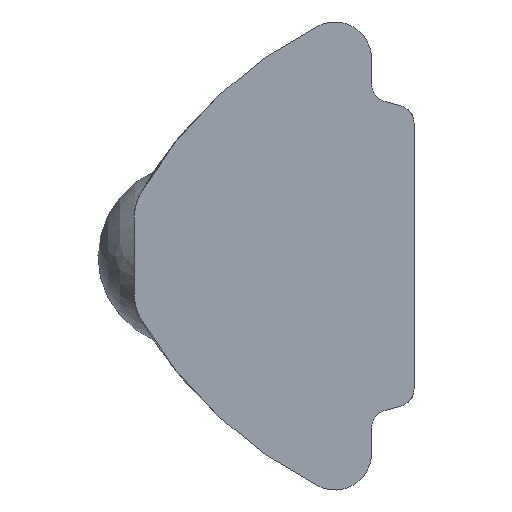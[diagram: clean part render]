
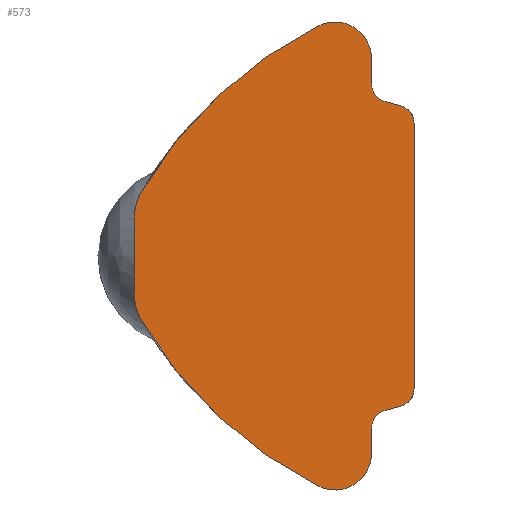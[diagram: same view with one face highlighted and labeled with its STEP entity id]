
A CAD part, left-side view. The second image highlights one B-rep face of the part: STEP entity #573.
In plain terms, the highlighted planar face has unit normal (-1, 0, 0).
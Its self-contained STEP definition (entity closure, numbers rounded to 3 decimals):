
#25=CIRCLE('',#597,7.);
#28=CIRCLE('',#601,0.3);
#30=CIRCLE('',#605,0.3);
#33=CIRCLE('',#609,7.);
#35=CIRCLE('',#613,0.8);
#37=CIRCLE('',#617,0.8);
#39=CIRCLE('',#621,0.6);
#41=CIRCLE('',#625,0.3);
#44=CIRCLE('',#632,0.3);
#46=CIRCLE('',#636,0.6);
#63=PLANE('',#642);
#206=ORIENTED_EDGE('',*,*,#270,.F.);
#207=ORIENTED_EDGE('',*,*,#305,.F.);
#208=ORIENTED_EDGE('',*,*,#302,.F.);
#209=ORIENTED_EDGE('',*,*,#299,.F.);
#210=ORIENTED_EDGE('',*,*,#291,.F.);
#211=ORIENTED_EDGE('',*,*,#330,.F.);
#212=ORIENTED_EDGE('',*,*,#327,.F.);
#213=ORIENTED_EDGE('',*,*,#324,.T.);
#214=ORIENTED_EDGE('',*,*,#321,.F.);
#215=ORIENTED_EDGE('',*,*,#283,.F.);
#216=ORIENTED_EDGE('',*,*,#280,.F.);
#217=ORIENTED_EDGE('',*,*,#277,.F.);
#218=ORIENTED_EDGE('',*,*,#317,.F.);
#219=ORIENTED_EDGE('',*,*,#314,.T.);
#220=ORIENTED_EDGE('',*,*,#311,.F.);
#221=ORIENTED_EDGE('',*,*,#308,.F.);
#270=EDGE_CURVE('',#354,#355,#25,.T.);
#277=EDGE_CURVE('',#361,#362,#28,.T.);
#280=EDGE_CURVE('',#362,#364,#407,.T.);
#283=EDGE_CURVE('',#364,#366,#30,.T.);
#291=EDGE_CURVE('',#372,#373,#33,.T.);
#299=EDGE_CURVE('',#373,#378,#35,.T.);
#302=EDGE_CURVE('',#378,#380,#415,.T.);
#305=EDGE_CURVE('',#380,#354,#37,.T.);
#308=EDGE_CURVE('',#355,#381,#39,.T.);
#311=EDGE_CURVE('',#381,#383,#418,.T.);
#314=EDGE_CURVE('',#385,#383,#41,.T.);
#317=EDGE_CURVE('',#385,#361,#422,.T.);
#321=EDGE_CURVE('',#366,#387,#425,.T.);
#324=EDGE_CURVE('',#389,#387,#44,.T.);
#327=EDGE_CURVE('',#389,#391,#429,.T.);
#330=EDGE_CURVE('',#391,#372,#46,.T.);
#354=VERTEX_POINT('',#877);
#355=VERTEX_POINT('',#879);
#361=VERTEX_POINT('',#898);
#362=VERTEX_POINT('',#900);
#364=VERTEX_POINT('',#906);
#366=VERTEX_POINT('',#918);
#372=VERTEX_POINT('',#936);
#373=VERTEX_POINT('',#938);
#378=VERTEX_POINT('',#971);
#380=VERTEX_POINT('',#977);
#381=VERTEX_POINT('',#993);
#383=VERTEX_POINT('',#999);
#385=VERTEX_POINT('',#1005);
#387=VERTEX_POINT('',#1017);
#389=VERTEX_POINT('',#1023);
#391=VERTEX_POINT('',#1029);
#407=LINE('',#905,#445);
#415=LINE('',#976,#453);
#418=LINE('',#998,#456);
#422=LINE('',#1010,#460);
#425=LINE('',#1016,#463);
#429=LINE('',#1028,#467);
#445=VECTOR('',#690,1000.);
#453=VECTOR('',#722,1000.);
#456=VECTOR('',#741,1000.);
#460=VECTOR('',#753,1000.);
#463=VECTOR('',#762,1000.);
#467=VECTOR('',#774,1000.);
#494=EDGE_LOOP('',(#206,#207,#208,#209,#210,#211,#212,#213,#214,#215,#216,
#217,#218,#219,#220,#221));
#526=FACE_BOUND('',#494,.T.);
#573=ADVANCED_FACE('',(#526),#63,.F.);
#597=AXIS2_PLACEMENT_3D('',#878,#672,#673);
#601=AXIS2_PLACEMENT_3D('',#899,#683,#684);
#605=AXIS2_PLACEMENT_3D('',#917,#694,#695);
#609=AXIS2_PLACEMENT_3D('',#937,#706,#707);
#613=AXIS2_PLACEMENT_3D('',#970,#715,#716);
#617=AXIS2_PLACEMENT_3D('',#984,#726,#727);
#621=AXIS2_PLACEMENT_3D('',#992,#734,#735);
#625=AXIS2_PLACEMENT_3D('',#1004,#746,#747);
#632=AXIS2_PLACEMENT_3D('',#1022,#767,#768);
#636=AXIS2_PLACEMENT_3D('',#1034,#779,#780);
#642=AXIS2_PLACEMENT_3D('',#1040,#791,#792);
#672=DIRECTION('',(1.,0.,0.));
#673=DIRECTION('',(0.,0.,-1.));
#683=DIRECTION('',(1.,0.,0.));
#684=DIRECTION('',(0.,0.,-1.));
#690=DIRECTION('',(0.,0.,-1.));
#694=DIRECTION('',(1.,0.,0.));
#695=DIRECTION('',(0.,0.,-1.));
#706=DIRECTION('',(1.,0.,0.));
#707=DIRECTION('',(0.,0.,-1.));
#715=DIRECTION('',(1.,0.,0.));
#716=DIRECTION('',(0.,0.,-1.));
#722=DIRECTION('',(0.,0.,1.));
#726=DIRECTION('',(1.,0.,0.));
#727=DIRECTION('',(0.,0.,-1.));
#734=DIRECTION('',(1.,0.,0.));
#735=DIRECTION('',(0.,0.,-1.));
#741=DIRECTION('',(0.,0.,-1.));
#746=DIRECTION('',(1.,0.,0.));
#747=DIRECTION('',(0.,0.,-1.));
#753=DIRECTION('',(0.,-0.966,-0.259));
#762=DIRECTION('',(0.,0.966,-0.259));
#767=DIRECTION('',(1.,0.,0.));
#768=DIRECTION('',(0.,0.,-1.));
#774=DIRECTION('',(0.,0.,-1.));
#779=DIRECTION('',(1.,0.,0.));
#780=DIRECTION('',(0.,0.,-1.));
#791=DIRECTION('',(1.,0.,0.));
#792=DIRECTION('',(0.,0.,-1.));
#877=CARTESIAN_POINT('',(-4.,4.492,1.043));
#878=CARTESIAN_POINT('',(-4.,-1.56,-2.475));
#879=CARTESIAN_POINT('',(-4.,1.568,3.787));
#898=CARTESIAN_POINT('',(-4.,0.222,2.472));
#899=CARTESIAN_POINT('',(-4.,0.3,2.182));
#900=CARTESIAN_POINT('',(-4.,0.,2.182));
#905=CARTESIAN_POINT('',(-4.,0.,2.182));
#906=CARTESIAN_POINT('',(-4.,0.,-2.182));
#917=CARTESIAN_POINT('',(-4.,0.3,-2.182));
#918=CARTESIAN_POINT('',(-4.,0.222,-2.472));
#936=CARTESIAN_POINT('',(-4.,1.568,-3.787));
#937=CARTESIAN_POINT('',(-4.,-1.56,2.475));
#938=CARTESIAN_POINT('',(-4.,4.492,-1.043));
#970=CARTESIAN_POINT('',(-4.,3.8,-0.641));
#971=CARTESIAN_POINT('',(-4.,4.6,-0.641));
#976=CARTESIAN_POINT('',(-4.,4.6,-0.641));
#977=CARTESIAN_POINT('',(-4.,4.6,0.641));
#984=CARTESIAN_POINT('',(-4.,3.8,0.641));
#992=CARTESIAN_POINT('',(-4.,1.3,3.25));
#993=CARTESIAN_POINT('',(-4.,0.7,3.25));
#998=CARTESIAN_POINT('',(-4.,0.7,3.25));
#999=CARTESIAN_POINT('',(-4.,0.7,2.83));
#1004=CARTESIAN_POINT('',(-4.,0.4,2.83));
#1005=CARTESIAN_POINT('',(-4.,0.478,2.54));
#1010=CARTESIAN_POINT('',(-4.,0.478,2.54));
#1016=CARTESIAN_POINT('',(-4.,0.222,-2.472));
#1017=CARTESIAN_POINT('',(-4.,0.478,-2.54));
#1022=CARTESIAN_POINT('',(-4.,0.4,-2.83));
#1023=CARTESIAN_POINT('',(-4.,0.7,-2.83));
#1028=CARTESIAN_POINT('',(-4.,0.7,-2.83));
#1029=CARTESIAN_POINT('',(-4.,0.7,-3.25));
#1034=CARTESIAN_POINT('',(-4.,1.3,-3.25));
#1040=CARTESIAN_POINT('',(-4.,-1.56,-2.475));
